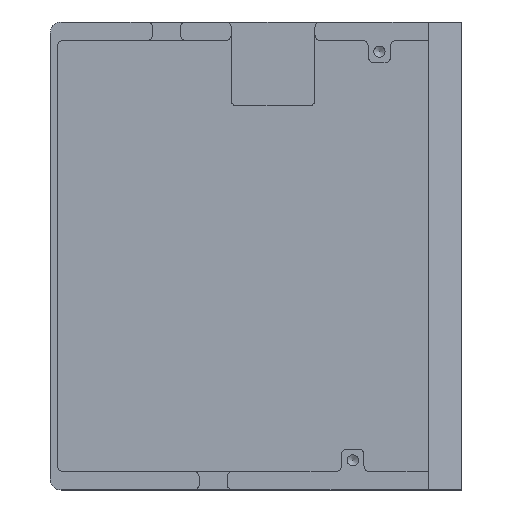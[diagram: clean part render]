
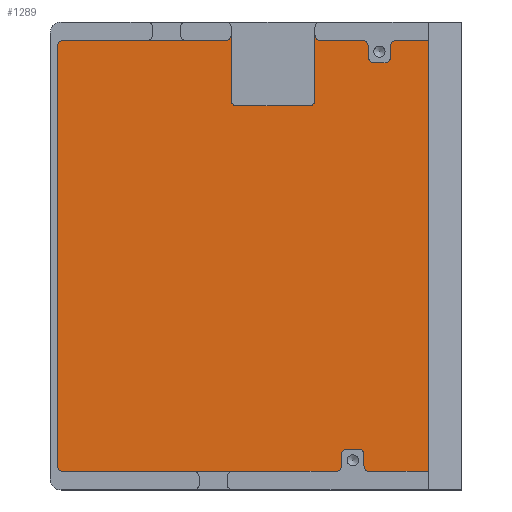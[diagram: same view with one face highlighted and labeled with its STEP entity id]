
A CAD part, top view. The second image highlights one B-rep face of the part: STEP entity #1289.
In plain terms, the highlighted planar face has unit normal (0, 0, 1).
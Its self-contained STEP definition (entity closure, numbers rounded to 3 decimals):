
#21=CIRCLE('',#1319,1.);
#23=CIRCLE('',#1323,1.);
#48=CIRCLE('',#1374,1.);
#51=CIRCLE('',#1379,1.);
#53=CIRCLE('',#1382,1.);
#54=CIRCLE('',#1385,1.);
#57=CIRCLE('',#1390,1.);
#59=CIRCLE('',#1394,1.);
#60=CIRCLE('',#1396,1.);
#62=CIRCLE('',#1400,1.);
#69=CIRCLE('',#1416,1.);
#71=CIRCLE('',#1419,1.);
#74=CIRCLE('',#1425,1.);
#75=CIRCLE('',#1428,1.);
#164=FACE_OUTER_BOUND('',#230,.T.);
#230=EDGE_LOOP('',(#1084,#1085,#1086,#1087,#1088,#1089,#1090,#1091,#1092,
#1093,#1094,#1095,#1096,#1097,#1098,#1099,#1100,#1101,#1102,#1103,#1104,
#1105,#1106,#1107,#1108,#1109,#1110,#1111,#1112,#1113));
#252=LINE('',#1853,#381);
#293=LINE('',#2001,#422);
#299=LINE('',#2013,#428);
#304=LINE('',#2028,#433);
#308=LINE('',#2043,#437);
#313=LINE('',#2058,#442);
#316=LINE('',#2069,#445);
#320=LINE('',#2084,#449);
#325=LINE('',#2099,#454);
#329=LINE('',#2106,#458);
#331=LINE('',#2112,#460);
#343=LINE('',#2153,#472);
#349=LINE('',#2167,#478);
#350=LINE('',#2173,#479);
#351=LINE('',#2174,#480);
#352=LINE('',#2175,#481);
#381=VECTOR('',#1467,10.);
#422=VECTOR('',#1608,10.);
#428=VECTOR('',#1616,10.);
#433=VECTOR('',#1629,10.);
#437=VECTOR('',#1647,10.);
#442=VECTOR('',#1660,10.);
#445=VECTOR('',#1671,10.);
#449=VECTOR('',#1689,10.);
#454=VECTOR('',#1706,10.);
#458=VECTOR('',#1712,10.);
#460=VECTOR('',#1716,10.);
#472=VECTOR('',#1756,10.);
#478=VECTOR('',#1774,10.);
#479=VECTOR('',#1781,10.);
#480=VECTOR('',#1782,10.);
#481=VECTOR('',#1783,10.);
#507=VERTEX_POINT('',#1840);
#508=VERTEX_POINT('',#1841);
#512=VERTEX_POINT('',#1850);
#513=VERTEX_POINT('',#1855);
#559=VERTEX_POINT('',#1997);
#561=VERTEX_POINT('',#2000);
#564=VERTEX_POINT('',#2007);
#566=VERTEX_POINT('',#2011);
#567=VERTEX_POINT('',#2015);
#570=VERTEX_POINT('',#2022);
#572=VERTEX_POINT('',#2026);
#574=VERTEX_POINT('',#2035);
#576=VERTEX_POINT('',#2040);
#577=VERTEX_POINT('',#2045);
#580=VERTEX_POINT('',#2052);
#582=VERTEX_POINT('',#2056);
#584=VERTEX_POINT('',#2062);
#585=VERTEX_POINT('',#2066);
#587=VERTEX_POINT('',#2075);
#589=VERTEX_POINT('',#2081);
#593=VERTEX_POINT('',#2096);
#596=VERTEX_POINT('',#2103);
#597=VERTEX_POINT('',#2108);
#599=VERTEX_POINT('',#2111);
#610=VERTEX_POINT('',#2140);
#612=VERTEX_POINT('',#2146);
#613=VERTEX_POINT('',#2150);
#616=VERTEX_POINT('',#2165);
#617=VERTEX_POINT('',#2171);
#618=VERTEX_POINT('',#2172);
#636=EDGE_CURVE('',#507,#508,#21,.T.);
#642=EDGE_CURVE('',#507,#512,#252,.T.);
#643=EDGE_CURVE('',#513,#512,#23,.T.);
#712=EDGE_CURVE('',#561,#559,#293,.T.);
#718=EDGE_CURVE('',#564,#566,#299,.T.);
#719=EDGE_CURVE('',#566,#567,#48,.T.);
#725=EDGE_CURVE('',#570,#572,#304,.T.);
#727=EDGE_CURVE('',#564,#572,#51,.F.);
#729=EDGE_CURVE('',#570,#574,#53,.F.);
#733=EDGE_CURVE('',#576,#574,#308,.T.);
#734=EDGE_CURVE('',#577,#576,#54,.T.);
#740=EDGE_CURVE('',#580,#582,#313,.T.);
#743=EDGE_CURVE('',#584,#582,#57,.F.);
#745=EDGE_CURVE('',#584,#585,#316,.T.);
#748=EDGE_CURVE('',#561,#585,#59,.F.);
#749=EDGE_CURVE('',#559,#587,#60,.T.);
#753=EDGE_CURVE('',#589,#508,#320,.T.);
#755=EDGE_CURVE('',#589,#580,#62,.T.);
#760=EDGE_CURVE('',#593,#567,#325,.T.);
#764=EDGE_CURVE('',#513,#596,#329,.T.);
#766=EDGE_CURVE('',#599,#597,#331,.T.);
#780=EDGE_CURVE('',#596,#610,#69,.F.);
#784=EDGE_CURVE('',#612,#593,#71,.F.);
#786=EDGE_CURVE('',#612,#613,#343,.T.);
#793=EDGE_CURVE('',#599,#613,#74,.T.);
#795=EDGE_CURVE('',#616,#610,#349,.T.);
#796=EDGE_CURVE('',#616,#597,#75,.T.);
#797=EDGE_CURVE('',#617,#618,#350,.T.);
#798=EDGE_CURVE('',#577,#618,#351,.T.);
#799=EDGE_CURVE('',#617,#587,#352,.T.);
#1084=ORIENTED_EDGE('',*,*,#797,.T.);
#1085=ORIENTED_EDGE('',*,*,#798,.F.);
#1086=ORIENTED_EDGE('',*,*,#734,.T.);
#1087=ORIENTED_EDGE('',*,*,#733,.T.);
#1088=ORIENTED_EDGE('',*,*,#729,.F.);
#1089=ORIENTED_EDGE('',*,*,#725,.T.);
#1090=ORIENTED_EDGE('',*,*,#727,.F.);
#1091=ORIENTED_EDGE('',*,*,#718,.T.);
#1092=ORIENTED_EDGE('',*,*,#719,.T.);
#1093=ORIENTED_EDGE('',*,*,#760,.F.);
#1094=ORIENTED_EDGE('',*,*,#784,.F.);
#1095=ORIENTED_EDGE('',*,*,#786,.T.);
#1096=ORIENTED_EDGE('',*,*,#793,.F.);
#1097=ORIENTED_EDGE('',*,*,#766,.T.);
#1098=ORIENTED_EDGE('',*,*,#796,.F.);
#1099=ORIENTED_EDGE('',*,*,#795,.T.);
#1100=ORIENTED_EDGE('',*,*,#780,.F.);
#1101=ORIENTED_EDGE('',*,*,#764,.F.);
#1102=ORIENTED_EDGE('',*,*,#643,.T.);
#1103=ORIENTED_EDGE('',*,*,#642,.F.);
#1104=ORIENTED_EDGE('',*,*,#636,.T.);
#1105=ORIENTED_EDGE('',*,*,#753,.F.);
#1106=ORIENTED_EDGE('',*,*,#755,.T.);
#1107=ORIENTED_EDGE('',*,*,#740,.T.);
#1108=ORIENTED_EDGE('',*,*,#743,.F.);
#1109=ORIENTED_EDGE('',*,*,#745,.T.);
#1110=ORIENTED_EDGE('',*,*,#748,.F.);
#1111=ORIENTED_EDGE('',*,*,#712,.T.);
#1112=ORIENTED_EDGE('',*,*,#749,.T.);
#1113=ORIENTED_EDGE('',*,*,#799,.F.);
#1223=PLANE('',#1429);
#1289=ADVANCED_FACE('',(#164),#1223,.F.);
#1319=AXIS2_PLACEMENT_3D('',#1842,#1457,#1458);
#1323=AXIS2_PLACEMENT_3D('',#1856,#1470,#1471);
#1374=AXIS2_PLACEMENT_3D('',#2016,#1619,#1620);
#1379=AXIS2_PLACEMENT_3D('',#2031,#1634,#1635);
#1382=AXIS2_PLACEMENT_3D('',#2036,#1640,#1641);
#1385=AXIS2_PLACEMENT_3D('',#2046,#1650,#1651);
#1390=AXIS2_PLACEMENT_3D('',#2064,#1666,#1667);
#1394=AXIS2_PLACEMENT_3D('',#2073,#1677,#1678);
#1396=AXIS2_PLACEMENT_3D('',#2076,#1681,#1682);
#1400=AXIS2_PLACEMENT_3D('',#2087,#1693,#1694);
#1416=AXIS2_PLACEMENT_3D('',#2141,#1743,#1744);
#1419=AXIS2_PLACEMENT_3D('',#2148,#1751,#1752);
#1425=AXIS2_PLACEMENT_3D('',#2163,#1769,#1770);
#1428=AXIS2_PLACEMENT_3D('',#2169,#1777,#1778);
#1429=AXIS2_PLACEMENT_3D('',#2170,#1779,#1780);
#1457=DIRECTION('center_axis',(0.,0.,1.));
#1458=DIRECTION('ref_axis',(-0.707,-0.707,0.));
#1467=DIRECTION('',(0.,1.,0.));
#1470=DIRECTION('center_axis',(0.,0.,1.));
#1471=DIRECTION('ref_axis',(-0.707,0.707,0.));
#1608=DIRECTION('',(0.,-1.,0.));
#1616=DIRECTION('',(0.,1.,0.));
#1619=DIRECTION('center_axis',(0.,0.,1.));
#1620=DIRECTION('ref_axis',(0.707,0.707,0.));
#1629=DIRECTION('',(-1.,0.,0.));
#1634=DIRECTION('center_axis',(0.,0.,-1.));
#1635=DIRECTION('ref_axis',(-0.707,-0.707,0.));
#1640=DIRECTION('center_axis',(0.,0.,-1.));
#1641=DIRECTION('ref_axis',(0.707,-0.707,0.));
#1647=DIRECTION('',(0.,-1.,0.));
#1650=DIRECTION('center_axis',(0.,0.,1.));
#1651=DIRECTION('ref_axis',(-0.707,0.707,0.));
#1660=DIRECTION('',(0.,1.,0.));
#1666=DIRECTION('center_axis',(0.,0.,-1.));
#1667=DIRECTION('ref_axis',(-0.707,0.707,0.));
#1671=DIRECTION('',(1.,0.,0.));
#1677=DIRECTION('center_axis',(0.,0.,-1.));
#1678=DIRECTION('ref_axis',(0.707,0.707,0.));
#1681=DIRECTION('center_axis',(0.,0.,1.));
#1682=DIRECTION('ref_axis',(-0.707,-0.707,0.));
#1689=DIRECTION('',(-1.,0.,0.));
#1693=DIRECTION('center_axis',(0.,0.,1.));
#1694=DIRECTION('ref_axis',(0.707,-0.707,0.));
#1706=DIRECTION('',(1.,0.,0.));
#1712=DIRECTION('',(1.,0.,0.));
#1716=DIRECTION('',(-1.,0.,0.));
#1743=DIRECTION('center_axis',(0.,0.,-1.));
#1744=DIRECTION('ref_axis',(0.707,-0.707,0.));
#1751=DIRECTION('center_axis',(0.,0.,-1.));
#1752=DIRECTION('ref_axis',(-0.707,-0.707,0.));
#1756=DIRECTION('',(0.,-1.,0.));
#1769=DIRECTION('center_axis',(0.,0.,1.));
#1770=DIRECTION('ref_axis',(0.707,-0.707,0.));
#1774=DIRECTION('',(0.,1.,0.));
#1777=DIRECTION('center_axis',(0.,0.,1.));
#1778=DIRECTION('ref_axis',(-0.707,-0.707,0.));
#1779=DIRECTION('center_axis',(0.,0.,-1.));
#1780=DIRECTION('ref_axis',(-1.,0.,0.));
#1781=DIRECTION('',(0.,1.,0.));
#1782=DIRECTION('',(1.,0.,0.));
#1783=DIRECTION('',(-1.,0.,0.));
#1840=CARTESIAN_POINT('',(-0.5,-75.7,-8.));
#1841=CARTESIAN_POINT('',(0.5,-76.7,-8.));
#1842=CARTESIAN_POINT('Origin',(0.5,-75.7,-8.));
#1850=CARTESIAN_POINT('',(-0.5,-0.5,-8.));
#1853=CARTESIAN_POINT('',(-0.5,0.5,-8.));
#1855=CARTESIAN_POINT('',(0.5,0.5,-8.));
#1856=CARTESIAN_POINT('Origin',(0.5,-0.5,-8.));
#1997=CARTESIAN_POINT('',(54.388,-75.7,-8.));
#2000=CARTESIAN_POINT('',(54.388,-73.7,-8.));
#2001=CARTESIAN_POINT('',(54.388,-55.4,-8.));
#2007=CARTESIAN_POINT('',(55.15,-2.5,-8.));
#2011=CARTESIAN_POINT('',(55.15,-0.5,-8.));
#2013=CARTESIAN_POINT('',(55.15,-20.8,-8.));
#2015=CARTESIAN_POINT('',(54.15,0.5,-8.));
#2016=CARTESIAN_POINT('Origin',(54.15,-0.5,-8.));
#2022=CARTESIAN_POINT('',(58.15,-3.5,-8.));
#2026=CARTESIAN_POINT('',(56.15,-3.5,-8.));
#2028=CARTESIAN_POINT('',(91.488,-3.5,-8.));
#2031=CARTESIAN_POINT('Origin',(56.15,-2.5,-8.));
#2035=CARTESIAN_POINT('',(59.15,-2.5,-8.));
#2036=CARTESIAN_POINT('Origin',(58.15,-2.5,-8.));
#2040=CARTESIAN_POINT('',(59.15,-0.5,-8.));
#2043=CARTESIAN_POINT('',(59.15,-18.8,-8.));
#2045=CARTESIAN_POINT('',(60.15,0.5,-8.));
#2046=CARTESIAN_POINT('Origin',(60.15,-0.5,-8.));
#2052=CARTESIAN_POINT('',(50.388,-75.7,-8.));
#2056=CARTESIAN_POINT('',(50.388,-73.7,-8.));
#2058=CARTESIAN_POINT('',(50.388,-57.4,-8.));
#2062=CARTESIAN_POINT('',(51.388,-72.7,-8.));
#2064=CARTESIAN_POINT('Origin',(51.388,-73.7,-8.));
#2066=CARTESIAN_POINT('',(53.388,-72.7,-8.));
#2069=CARTESIAN_POINT('',(87.106,-72.7,-8.));
#2073=CARTESIAN_POINT('Origin',(53.388,-73.7,-8.));
#2075=CARTESIAN_POINT('',(55.388,-76.7,-8.));
#2076=CARTESIAN_POINT('Origin',(55.388,-75.7,-8.));
#2081=CARTESIAN_POINT('',(49.388,-76.7,-8.));
#2084=CARTESIAN_POINT('',(-0.5,-76.7,-8.));
#2087=CARTESIAN_POINT('Origin',(49.388,-75.7,-8.));
#2096=CARTESIAN_POINT('',(46.6,0.5,-8.));
#2099=CARTESIAN_POINT('',(248.15,0.5,-8.));
#2103=CARTESIAN_POINT('',(29.6,0.5,-8.));
#2106=CARTESIAN_POINT('',(248.15,0.5,-8.));
#2108=CARTESIAN_POINT('',(31.6,-11.2,-8.));
#2111=CARTESIAN_POINT('',(44.6,-11.2,-8.));
#2112=CARTESIAN_POINT('',(84.713,-11.2,-8.));
#2140=CARTESIAN_POINT('',(30.6,1.5,-8.));
#2141=CARTESIAN_POINT('Origin',(29.6,1.5,-8.));
#2146=CARTESIAN_POINT('',(45.6,1.5,-8.));
#2148=CARTESIAN_POINT('Origin',(46.6,1.5,-8.));
#2150=CARTESIAN_POINT('',(45.6,-10.2,-8.));
#2153=CARTESIAN_POINT('',(45.6,-17.15,-8.));
#2163=CARTESIAN_POINT('Origin',(44.6,-10.2,-8.));
#2165=CARTESIAN_POINT('',(30.6,-10.2,-8.));
#2167=CARTESIAN_POINT('',(30.6,-24.65,-8.));
#2169=CARTESIAN_POINT('Origin',(31.6,-10.2,-8.));
#2170=CARTESIAN_POINT('Origin',(123.825,-38.1,-8.));
#2171=CARTESIAN_POINT('',(65.893,-76.7,-8.));
#2172=CARTESIAN_POINT('',(65.893,0.5,-8.));
#2173=CARTESIAN_POINT('',(65.893,-16.29,-8.));
#2174=CARTESIAN_POINT('',(248.15,0.5,-8.));
#2175=CARTESIAN_POINT('',(-0.5,-76.7,-8.));
